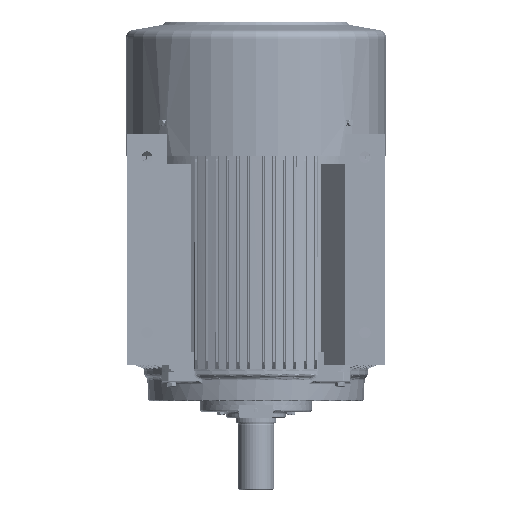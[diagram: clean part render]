
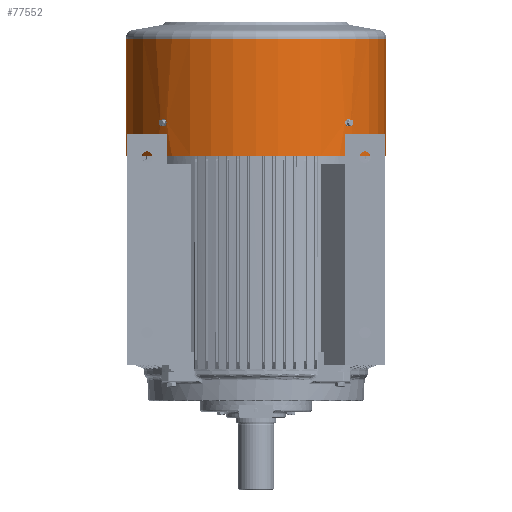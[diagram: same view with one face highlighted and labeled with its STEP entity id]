
A CAD part, left-side view. The second image highlights one B-rep face of the part: STEP entity #77552.
In plain terms, the highlighted cylindrical face has radius 273.5 mm (diameter 547 mm), a partial arc.
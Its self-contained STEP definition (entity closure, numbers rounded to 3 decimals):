
#6033=B_SPLINE_CURVE_WITH_KNOTS('',3,(#332078,#332079,#332080,#332081,#332082,
#332083),.UNSPECIFIED.,.F.,.F.,(4,2,4),(0.,0.5,1.),.UNSPECIFIED.);
#6037=B_SPLINE_CURVE_WITH_KNOTS('',3,(#332116,#332117,#332118,#332119,#332120,
#332121),.UNSPECIFIED.,.F.,.F.,(4,2,4),(0.,0.5,1.),.UNSPECIFIED.);
#6131=B_SPLINE_CURVE_WITH_KNOTS('',3,(#333246,#333247,#333248,#333249,#333250,
#333251,#333252,#333253,#333254,#333255),.UNSPECIFIED.,.F.,.F.,(4,2,2,2,
4),(0.,0.25,0.5,0.75,1.),.UNSPECIFIED.);
#6132=B_SPLINE_CURVE_WITH_KNOTS('',3,(#333259,#333260,#333261,#333262,#333263,
#333264),.UNSPECIFIED.,.F.,.F.,(4,2,4),(0.,0.5,1.),.UNSPECIFIED.);
#6133=B_SPLINE_CURVE_WITH_KNOTS('',3,(#333267,#333268,#333269,#333270,#333271,
#333272,#333273,#333274,#333275,#333276),.UNSPECIFIED.,.F.,.F.,(4,2,2,2,
4),(0.,0.25,0.5,0.75,1.),.UNSPECIFIED.);
#6134=B_SPLINE_CURVE_WITH_KNOTS('',3,(#333280,#333281,#333282,#333283,#333284,
#333285),.UNSPECIFIED.,.F.,.F.,(4,2,4),(0.,0.5,1.),.UNSPECIFIED.);
#18862=LINE('',#333286,#35336);
#18863=LINE('',#333290,#35337);
#35336=VECTOR('',#250593,1.);
#35337=VECTOR('',#250596,1.);
#77552=ADVANCED_FACE('',(#89662,#89663,#89664),#85256,.T.);
#85256=CYLINDRICAL_SURFACE('',#222352,273.5);
#89662=FACE_BOUND('',#95171,.T.);
#89663=FACE_BOUND('',#95172,.T.);
#89664=FACE_BOUND('',#95173,.T.);
#95171=EDGE_LOOP('',(#119249,#119250,#119251,#119252,#119253));
#95172=EDGE_LOOP('',(#119254,#119255,#119256,#119257,#119258));
#95173=EDGE_LOOP('',(#119259,#119260,#119261,#119262));
#119249=ORIENTED_EDGE('',*,*,#186457,.F.);
#119250=ORIENTED_EDGE('',*,*,#186654,.F.);
#119251=ORIENTED_EDGE('',*,*,#186655,.F.);
#119252=ORIENTED_EDGE('',*,*,#186656,.F.);
#119253=ORIENTED_EDGE('',*,*,#186657,.F.);
#119254=ORIENTED_EDGE('',*,*,#186658,.T.);
#119255=ORIENTED_EDGE('',*,*,#186659,.T.);
#119256=ORIENTED_EDGE('',*,*,#186660,.T.);
#119257=ORIENTED_EDGE('',*,*,#186661,.T.);
#119258=ORIENTED_EDGE('',*,*,#186465,.T.);
#119259=ORIENTED_EDGE('',*,*,#186515,.T.);
#119260=ORIENTED_EDGE('',*,*,#186662,.T.);
#119261=ORIENTED_EDGE('',*,*,#186663,.F.);
#119262=ORIENTED_EDGE('',*,*,#186664,.F.);
#165066=VERTEX_POINT('',#332084);
#165067=VERTEX_POINT('',#332085);
#165074=VERTEX_POINT('',#332122);
#165075=VERTEX_POINT('',#332123);
#165108=VERTEX_POINT('',#332223);
#165109=VERTEX_POINT('',#332225);
#165242=VERTEX_POINT('',#333245);
#165243=VERTEX_POINT('',#333256);
#165244=VERTEX_POINT('',#333258);
#165245=VERTEX_POINT('',#333266);
#165246=VERTEX_POINT('',#333277);
#165247=VERTEX_POINT('',#333279);
#165248=VERTEX_POINT('',#333287);
#165249=VERTEX_POINT('',#333289);
#186457=EDGE_CURVE('',#165066,#165067,#6033,.T.);
#186465=EDGE_CURVE('',#165074,#165075,#6037,.T.);
#186515=EDGE_CURVE('',#165109,#165108,#209706,.T.);
#186654=EDGE_CURVE('',#165242,#165066,#209751,.T.);
#186655=EDGE_CURVE('',#165243,#165242,#6131,.T.);
#186656=EDGE_CURVE('',#165244,#165243,#209752,.T.);
#186657=EDGE_CURVE('',#165067,#165244,#6132,.T.);
#186658=EDGE_CURVE('',#165075,#165245,#209753,.T.);
#186659=EDGE_CURVE('',#165245,#165246,#6133,.T.);
#186660=EDGE_CURVE('',#165246,#165247,#209754,.T.);
#186661=EDGE_CURVE('',#165247,#165074,#6134,.T.);
#186662=EDGE_CURVE('',#165108,#165248,#18862,.T.);
#186663=EDGE_CURVE('',#165249,#165248,#209755,.T.);
#186664=EDGE_CURVE('',#165109,#165249,#18863,.T.);
#209706=CIRCLE('',#222298,273.5);
#209751=CIRCLE('',#222347,273.5);
#209752=CIRCLE('',#222348,273.5);
#209753=CIRCLE('',#222349,273.5);
#209754=CIRCLE('',#222350,273.5);
#209755=CIRCLE('',#222351,273.5);
#222298=AXIS2_PLACEMENT_3D('',#332224,#250485,#250486);
#222347=AXIS2_PLACEMENT_3D('',#333244,#250585,#250586);
#222348=AXIS2_PLACEMENT_3D('',#333257,#250587,#250588);
#222349=AXIS2_PLACEMENT_3D('',#333265,#250589,#250590);
#222350=AXIS2_PLACEMENT_3D('',#333278,#250591,#250592);
#222351=AXIS2_PLACEMENT_3D('',#333288,#250594,#250595);
#222352=AXIS2_PLACEMENT_3D('',#333291,#250597,#250598);
#250485=DIRECTION('',(0.,0.,-1.));
#250486=DIRECTION('',(-0.003,-1.,0.));
#250585=DIRECTION('',(0.,0.,1.));
#250586=DIRECTION('',(0.003,1.,0.));
#250587=DIRECTION('',(0.,0.,-1.));
#250588=DIRECTION('',(-0.003,-1.,0.));
#250589=DIRECTION('',(0.,0.,-1.));
#250590=DIRECTION('',(-0.003,-1.,0.));
#250591=DIRECTION('',(0.,0.,1.));
#250592=DIRECTION('',(0.003,1.,0.));
#250593=DIRECTION('',(0.,0.,-1.));
#250594=DIRECTION('',(0.,0.,-1.));
#250595=DIRECTION('',(-0.003,-1.,0.));
#250596=DIRECTION('',(0.,0.,-1.));
#250597=DIRECTION('',(0.,0.,-1.));
#250598=DIRECTION('',(0.003,1.,0.));
#332078=CARTESIAN_POINT('',(9.092,494.087,677.544));
#332079=CARTESIAN_POINT('',(8.169,493.143,677.544));
#332080=CARTESIAN_POINT('',(7.274,492.212,678.086));
#332081=CARTESIAN_POINT('',(6.001,490.875,679.929));
#332082=CARTESIAN_POINT('',(5.629,490.479,681.224));
#332083=CARTESIAN_POINT('',(5.629,490.479,682.544));
#332084=CARTESIAN_POINT('',(9.092,494.087,677.544));
#332085=CARTESIAN_POINT('',(5.629,490.479,682.544));
#332116=CARTESIAN_POINT('',(17.098,103.861,682.544));
#332117=CARTESIAN_POINT('',(17.098,103.861,681.224));
#332118=CARTESIAN_POINT('',(16.703,104.232,679.932));
#332119=CARTESIAN_POINT('',(15.367,105.504,678.088));
#332120=CARTESIAN_POINT('',(14.434,106.401,677.544));
#332121=CARTESIAN_POINT('',(13.489,107.325,677.544));
#332122=CARTESIAN_POINT('',(17.098,103.861,682.544));
#332123=CARTESIAN_POINT('',(13.489,107.325,677.544));
#332223=CARTESIAN_POINT('',(205.563,576.403,858.758));
#332224=CARTESIAN_POINT('',(204.672,302.904,858.758));
#332225=CARTESIAN_POINT('',(203.781,29.406,858.758));
#333244=CARTESIAN_POINT('',(204.672,302.904,677.544));
#333245=CARTESIAN_POINT('',(14.768,499.726,677.544));
#333246=CARTESIAN_POINT('',(14.768,499.726,687.544));
#333247=CARTESIAN_POINT('',(15.718,500.643,687.544));
#333248=CARTESIAN_POINT('',(16.656,501.532,687.003));
#333249=CARTESIAN_POINT('',(18.,502.797,685.158));
#333250=CARTESIAN_POINT('',(18.398,503.165,683.852));
#333251=CARTESIAN_POINT('',(18.399,503.166,681.244));
#333252=CARTESIAN_POINT('',(18.01,502.805,679.945));
#333253=CARTESIAN_POINT('',(16.65,501.527,678.078));
#333254=CARTESIAN_POINT('',(15.718,500.643,677.544));
#333255=CARTESIAN_POINT('',(14.768,499.726,677.544));
#333256=CARTESIAN_POINT('',(14.768,499.726,687.544));
#333257=CARTESIAN_POINT('',(204.672,302.904,687.544));
#333258=CARTESIAN_POINT('',(9.092,494.087,687.544));
#333259=CARTESIAN_POINT('',(5.629,490.479,682.544));
#333260=CARTESIAN_POINT('',(5.629,490.479,683.865));
#333261=CARTESIAN_POINT('',(6.,490.874,685.157));
#333262=CARTESIAN_POINT('',(7.272,492.209,687.001));
#333263=CARTESIAN_POINT('',(8.169,493.143,687.544));
#333264=CARTESIAN_POINT('',(9.092,494.087,687.544));
#333265=CARTESIAN_POINT('',(204.672,302.904,677.544));
#333266=CARTESIAN_POINT('',(7.851,113.,677.544));
#333267=CARTESIAN_POINT('',(7.851,113.,677.544));
#333268=CARTESIAN_POINT('',(6.933,113.951,677.544));
#333269=CARTESIAN_POINT('',(6.044,114.888,678.086));
#333270=CARTESIAN_POINT('',(4.78,116.233,679.931));
#333271=CARTESIAN_POINT('',(4.412,116.63,681.237));
#333272=CARTESIAN_POINT('',(4.411,116.631,683.845));
#333273=CARTESIAN_POINT('',(4.771,116.242,685.144));
#333274=CARTESIAN_POINT('',(6.049,114.883,687.011));
#333275=CARTESIAN_POINT('',(6.933,113.951,687.544));
#333276=CARTESIAN_POINT('',(7.851,113.,687.544));
#333277=CARTESIAN_POINT('',(7.851,113.,687.544));
#333278=CARTESIAN_POINT('',(204.672,302.904,687.544));
#333279=CARTESIAN_POINT('',(13.489,107.325,687.544));
#333280=CARTESIAN_POINT('',(13.489,107.325,687.544));
#333281=CARTESIAN_POINT('',(14.434,106.401,687.544));
#333282=CARTESIAN_POINT('',(15.365,105.507,687.003));
#333283=CARTESIAN_POINT('',(16.701,104.234,685.16));
#333284=CARTESIAN_POINT('',(17.098,103.861,683.865));
#333285=CARTESIAN_POINT('',(17.098,103.861,682.544));
#333286=CARTESIAN_POINT('',(205.563,576.403,898.765));
#333287=CARTESIAN_POINT('',(205.563,576.403,613.544));
#333288=CARTESIAN_POINT('',(204.672,302.904,613.544));
#333289=CARTESIAN_POINT('',(203.781,29.406,613.544));
#333290=CARTESIAN_POINT('',(203.781,29.406,898.765));
#333291=CARTESIAN_POINT('',(204.672,302.904,898.765));
